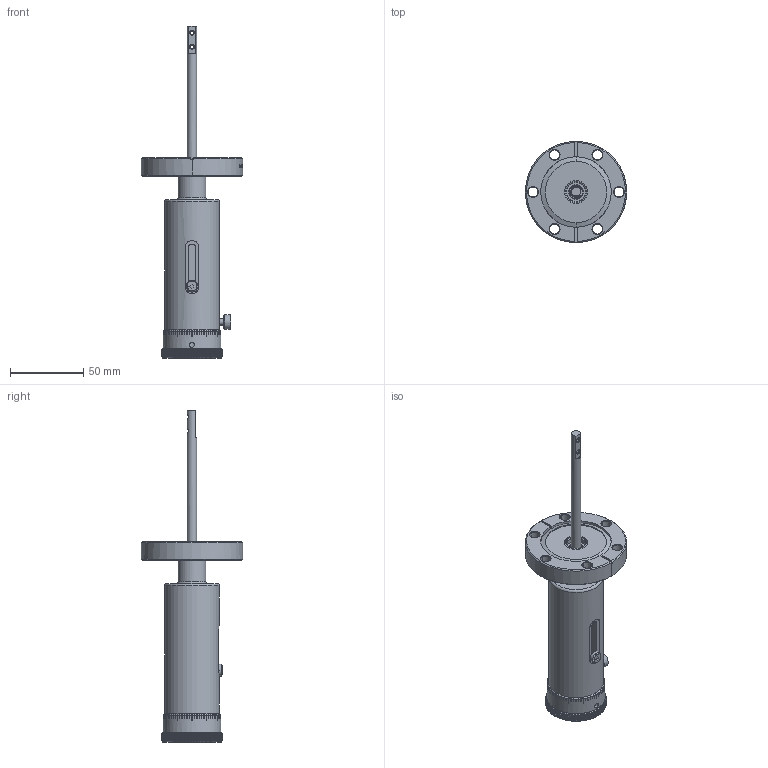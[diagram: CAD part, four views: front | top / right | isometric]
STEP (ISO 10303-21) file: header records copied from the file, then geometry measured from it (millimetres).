
FILE_DESCRIPTION(/* description */ ('Alibre Inc.'),/* implementation_level */ '2;1');
FILE_NAME(/* name */ 'export0',/* time_stamp */ '2010-06-29T11:21:27-07:00',/* author */ (''),/* organization */ (''),/* preprocessor_version */ 'ST-DEVELOPER v10',/* originating_system */ 'Alibre',/* authorisation */ '');
FILE_SCHEMA (('CONFIG_CONTROL_DESIGN'));
Length unit declared in the file: centimetre
Products named in the file (1): 102220
Bounding box: 69.34 x 69.34 x 227.3 mm (x, y, z)
Volume: 169405.6 mm3; surface area: 35410.6 mm2
Topology: 1 solids, 3 shells, 994 faces, 2782 edges, 1841 vertices
Faces by surface type: plane 527, cylinder 277, bspline 142, cone 42, torus 5, sphere 1
Full cylindrical faces by diameter (mm): 0.82 x1, 0.826 x1, 2.414 x2, 3.454 x2, 4.166 x1, 6.35 x2, 8.146 x1, 9.398 x2, 9.55 x1, 9.906 x1, 12.725 x1, 14.249 x1, 16.002 x1, 19.05 x1, 19.152 x1, 37.465 x1, 37.846 x1, 39.7 x1
Entity records: 55215 total; most frequent: CARTESIAN_POINT 34387, ORIENTED_EDGE 5458, EDGE_CURVE 2729, DIRECTION 2695, VERTEX_POINT 1826, AXIS2_PLACEMENT_3D 1151, EDGE_LOOP 1097, FACE_BOUND 1097
